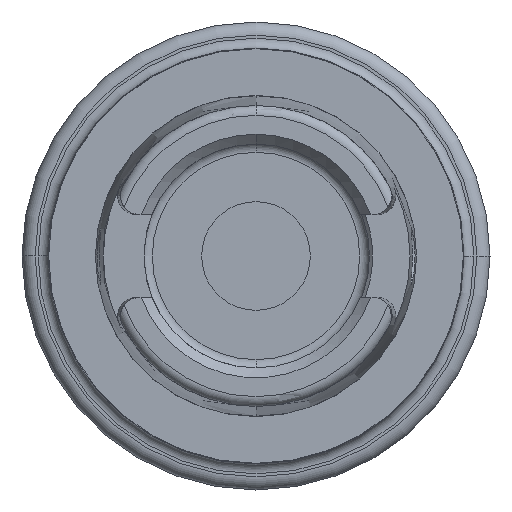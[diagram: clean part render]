
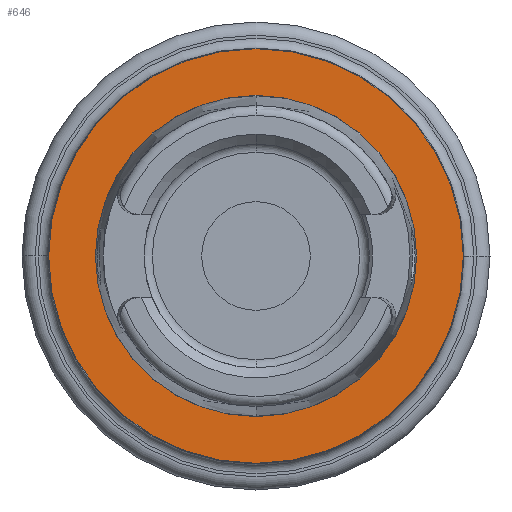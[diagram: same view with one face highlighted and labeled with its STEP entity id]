
A CAD part, left-side view. The second image highlights one B-rep face of the part: STEP entity #646.
In plain terms, the highlighted planar face has unit normal (-1, 0, 0).
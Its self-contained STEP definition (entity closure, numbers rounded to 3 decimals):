
#10 = FACE_OUTER_BOUND ( 'NONE', #2748, .T. ) ;
#43 = VERTEX_POINT ( 'NONE', #1995 ) ;
#76 = DIRECTION ( 'NONE',  ( -1., 0., 0. ) ) ;
#84 = DIRECTION ( 'NONE',  ( 0., 0., -1. ) ) ;
#115 = CARTESIAN_POINT ( 'NONE',  ( 32., 0., 0. ) ) ;
#324 = AXIS2_PLACEMENT_3D ( 'NONE', #3098, #743, #3481 ) ;
#348 = AXIS2_PLACEMENT_3D ( 'NONE', #1025, #3756, #1419 ) ;
#507 = DIRECTION ( 'NONE',  ( 0., 0., 1. ) ) ;
#646 = ADVANCED_FACE ( 'NONE', ( #4132, #10 ), #2197, .F. ) ;
#743 = DIRECTION ( 'NONE',  ( -1., 0., 0. ) ) ;
#1025 = CARTESIAN_POINT ( 'NONE',  ( 32., 0., 0. ) ) ;
#1046 = CARTESIAN_POINT ( 'NONE',  ( 32., 0., -31.5 ) ) ;
#1238 = AXIS2_PLACEMENT_3D ( 'NONE', #4800, #2947, #84 ) ;
#1343 = CIRCLE ( 'NONE', #2493, 24.4 ) ;
#1419 = DIRECTION ( 'NONE',  ( 0., 0., 1. ) ) ;
#1649 = AXIS2_PLACEMENT_3D ( 'NONE', #2404, #76, #2815 ) ;
#1683 = CARTESIAN_POINT ( 'NONE',  ( 32., 0., 24.4 ) ) ;
#1816 = VERTEX_POINT ( 'NONE', #1683 ) ;
#1995 = CARTESIAN_POINT ( 'NONE',  ( 32., 0., 31.5 ) ) ;
#2197 = PLANE ( 'NONE',  #1238 ) ;
#2404 = CARTESIAN_POINT ( 'NONE',  ( 32., 0., 0. ) ) ;
#2493 = AXIS2_PLACEMENT_3D ( 'NONE', #115, #2850, #507 ) ;
#2748 = EDGE_LOOP ( 'NONE', ( #3748, #2863 ) ) ;
#2815 = DIRECTION ( 'NONE',  ( 0., 0., 1. ) ) ;
#2850 = DIRECTION ( 'NONE',  ( -1., 0., 0. ) ) ;
#2863 = ORIENTED_EDGE ( 'NONE', *, *, #3375, .T. ) ;
#2947 = DIRECTION ( 'NONE',  ( 1., 0., 0. ) ) ;
#3048 = EDGE_LOOP ( 'NONE', ( #5005, #4714 ) ) ;
#3098 = CARTESIAN_POINT ( 'NONE',  ( 32., 0., 0. ) ) ;
#3145 = EDGE_CURVE ( 'NONE', #43, #4514, #4732, .T. ) ;
#3179 = CIRCLE ( 'NONE', #324, 24.4 ) ;
#3249 = CIRCLE ( 'NONE', #1649, 31.5 ) ;
#3375 = EDGE_CURVE ( 'NONE', #4514, #43, #3249, .T. ) ;
#3481 = DIRECTION ( 'NONE',  ( 0., 0., 1. ) ) ;
#3546 = EDGE_CURVE ( 'NONE', #1816, #4944, #1343, .T. ) ;
#3748 = ORIENTED_EDGE ( 'NONE', *, *, #3145, .T. ) ;
#3756 = DIRECTION ( 'NONE',  ( -1., 0., 0. ) ) ;
#3964 = CARTESIAN_POINT ( 'NONE',  ( 32., 0., -24.4 ) ) ;
#4132 = FACE_BOUND ( 'NONE', #3048, .T. ) ;
#4243 = EDGE_CURVE ( 'NONE', #4944, #1816, #3179, .T. ) ;
#4514 = VERTEX_POINT ( 'NONE', #1046 ) ;
#4714 = ORIENTED_EDGE ( 'NONE', *, *, #4243, .F. ) ;
#4732 = CIRCLE ( 'NONE', #348, 31.5 ) ;
#4800 = CARTESIAN_POINT ( 'NONE',  ( 32., 31.5, 0. ) ) ;
#4944 = VERTEX_POINT ( 'NONE', #3964 ) ;
#5005 = ORIENTED_EDGE ( 'NONE', *, *, #3546, .F. ) ;
